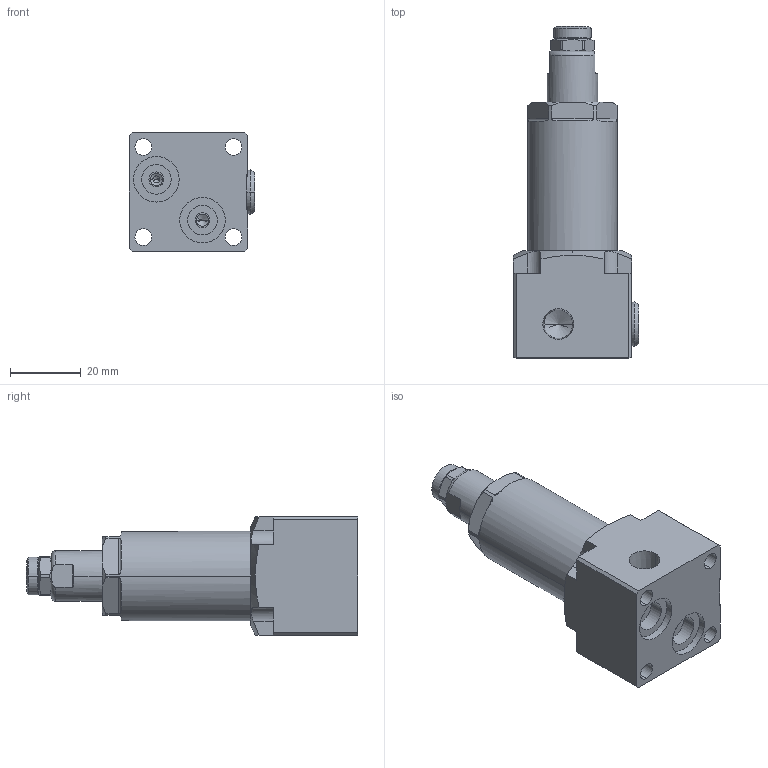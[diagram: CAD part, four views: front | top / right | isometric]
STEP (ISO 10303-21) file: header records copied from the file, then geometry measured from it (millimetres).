
FILE_DESCRIPTION((''),'2;1');
FILE_NAME('ILC10080626PS','2020-06-22T',('Asawyer'),(''),'PRO/ENGINEER BY PARAMETRIC TECHNOLOGY CORPORATION, 2013320','PRO/ENGINEER BY PARAMETRIC TECHNOLOGY CORPORATION, 2013320','');
FILE_SCHEMA(('CONFIG_CONTROL_DESIGN'));
Length unit declared in the file: inch
Products named in the file (1): ILC10080626PS
Bounding box: 35.34 x 93.55 x 33.35 mm (x, y, z)
Volume: 51011.9 mm3; surface area: 13927.1 mm2
Topology: 1 solids, 7 shells, 185 faces, 470 edges, 301 vertices
Faces by surface type: plane 70, cylinder 65, cone 44, torus 4, sphere 2
Entity records: 6023 total; most frequent: CARTESIAN_POINT 1515, DIRECTION 948, ORIENTED_EDGE 904, EDGE_CURVE 460, AXIS2_PLACEMENT_3D 370, VERTEX_POINT 301, EDGE_LOOP 213, VECTOR 208
